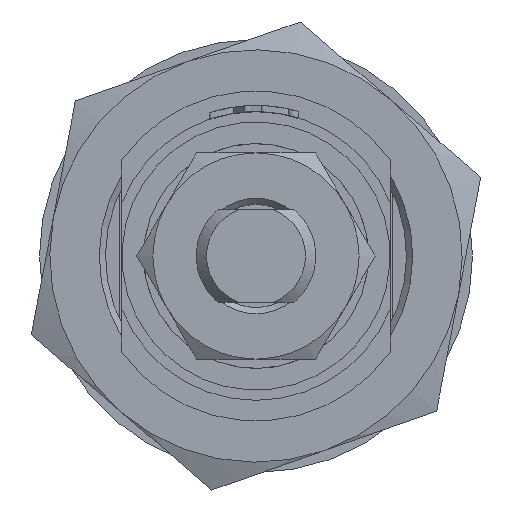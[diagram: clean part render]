
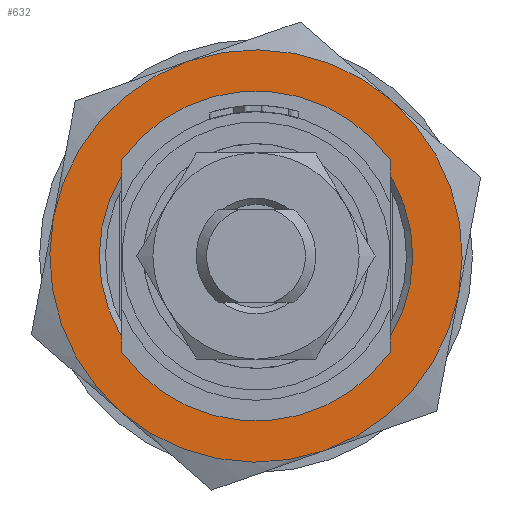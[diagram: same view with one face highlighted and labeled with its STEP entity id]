
A CAD part, front view. The second image highlights one B-rep face of the part: STEP entity #632.
In plain terms, the highlighted planar face has unit normal (0, -1, 0).
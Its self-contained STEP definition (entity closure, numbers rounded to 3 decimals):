
#632=ADVANCED_FACE('',(#1080,#1081),#1082,.T.);
#1080=FACE_BOUND('',#1841,.T.);
#1081=FACE_OUTER_BOUND('',#1842,.T.);
#1082=PLANE('',#1843);
#1841=EDGE_LOOP('',(#4379));
#1842=EDGE_LOOP('',(#4380,#4381,#4382,#4383,#4384,#4385));
#1843=AXIS2_PLACEMENT_3D('',#4386,#4387,#4388);
#4379=ORIENTED_EDGE('',*,*,#6305,.T.);
#4380=ORIENTED_EDGE('',*,*,#6328,.F.);
#4381=ORIENTED_EDGE('',*,*,#6334,.F.);
#4382=ORIENTED_EDGE('',*,*,#6336,.F.);
#4383=ORIENTED_EDGE('',*,*,#6338,.F.);
#4384=ORIENTED_EDGE('',*,*,#6339,.F.);
#4385=ORIENTED_EDGE('',*,*,#6331,.F.);
#4386=CARTESIAN_POINT('',(13.032,-11.3,15.172));
#4387=DIRECTION('',(0.,-1.0,0.));
#4388=DIRECTION('',(-0.331,0.,0.944));
#6305=EDGE_CURVE('',#7176,#7176,#7177,.F.);
#6328=EDGE_CURVE('',#7213,#7216,#7217,.F.);
#6331=EDGE_CURVE('',#7216,#7221,#7222,.F.);
#6334=EDGE_CURVE('',#7224,#7213,#7227,.F.);
#6336=EDGE_CURVE('',#7167,#7224,#7229,.F.);
#6338=EDGE_CURVE('',#7184,#7167,#7231,.T.);
#6339=EDGE_CURVE('',#7221,#7184,#7232,.F.);
#7167=VERTEX_POINT('',#9028);
#7176=VERTEX_POINT('',#9053);
#7177=CIRCLE('',#9054,7.6);
#7184=VERTEX_POINT('',#9062);
#7213=VERTEX_POINT('',#9145);
#7216=VERTEX_POINT('',#9153);
#7217=CIRCLE('',#9154,10.);
#7221=VERTEX_POINT('',#9168);
#7222=CIRCLE('',#9169,10.);
#7224=VERTEX_POINT('',#9176);
#7227=CIRCLE('',#9184,10.);
#7229=CIRCLE('',#9191,10.);
#7231=CIRCLE('',#9198,10.);
#7232=CIRCLE('',#9199,10.);
#9028=CARTESIAN_POINT('',(3.312,-11.3,-9.436));
#9053=CARTESIAN_POINT('',(-7.469,-11.3,1.406));
#9054=AXIS2_PLACEMENT_3D('',#12123,#12124,#12125);
#9062=CARTESIAN_POINT('',(9.827,-11.3,-1.85));
#9145=CARTESIAN_POINT('',(-9.827,-11.3,1.85));
#9153=CARTESIAN_POINT('',(-3.312,-11.3,9.436));
#9154=AXIS2_PLACEMENT_3D('',#12149,#12150,#12151);
#9168=CARTESIAN_POINT('',(6.516,-11.3,7.586));
#9169=AXIS2_PLACEMENT_3D('',#12152,#12153,#12154);
#9176=CARTESIAN_POINT('',(-6.516,-11.3,-7.586));
#9184=AXIS2_PLACEMENT_3D('',#12155,#12156,#12157);
#9191=AXIS2_PLACEMENT_3D('',#12158,#12159,#12160);
#9198=AXIS2_PLACEMENT_3D('',#12161,#12162,#12163);
#9199=AXIS2_PLACEMENT_3D('',#12164,#12165,#12166);
#12123=CARTESIAN_POINT('',(0.,-11.3,0.));
#12124=DIRECTION('',(0.,-1.0,0.));
#12125=DIRECTION('',(-0.983,0.,0.185));
#12149=CARTESIAN_POINT('',(0.,-11.3,0.));
#12150=DIRECTION('',(0.,-1.0,0.));
#12151=DIRECTION('',(-0.983,0.,0.185));
#12152=CARTESIAN_POINT('',(0.,-11.3,0.));
#12153=DIRECTION('',(0.,-1.0,0.));
#12154=DIRECTION('',(-0.983,0.,0.185));
#12155=CARTESIAN_POINT('',(0.,-11.3,0.));
#12156=DIRECTION('',(0.,-1.0,0.));
#12157=DIRECTION('',(-0.983,0.,0.185));
#12158=CARTESIAN_POINT('',(0.,-11.3,0.));
#12159=DIRECTION('',(0.,-1.0,0.));
#12160=DIRECTION('',(-0.983,0.,0.185));
#12161=CARTESIAN_POINT('',(0.,-11.3,0.));
#12162=DIRECTION('',(0.,1.0,0.));
#12163=DIRECTION('',(0.983,0.,-0.185));
#12164=CARTESIAN_POINT('',(0.,-11.3,0.));
#12165=DIRECTION('',(0.,-1.0,0.));
#12166=DIRECTION('',(-0.983,0.,0.185));
